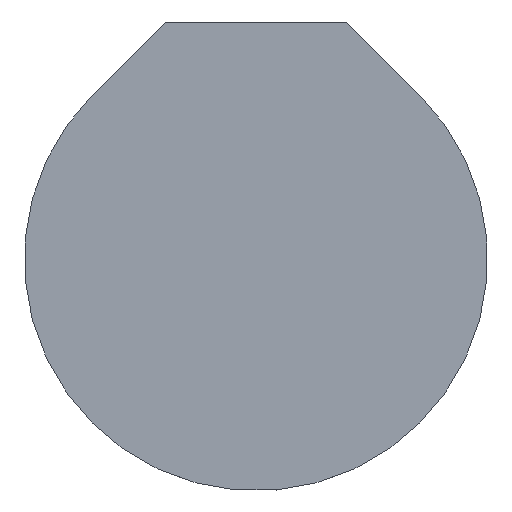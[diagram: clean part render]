
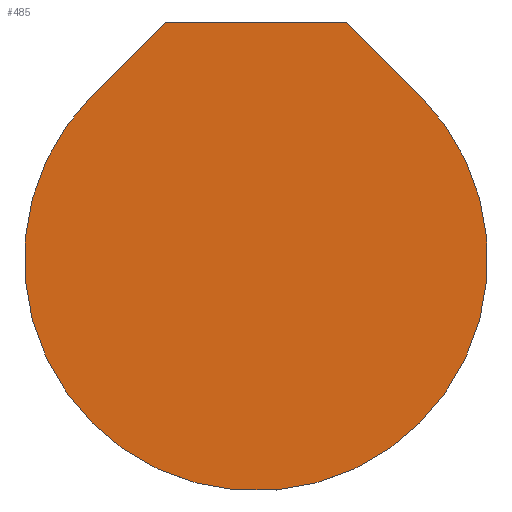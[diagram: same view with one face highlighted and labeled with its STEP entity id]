
A CAD part, top view. The second image highlights one B-rep face of the part: STEP entity #485.
In plain terms, the highlighted planar face has unit normal (0, 0, 1).
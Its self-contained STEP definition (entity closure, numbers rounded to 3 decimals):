
#31=CIRCLE('',#536,8.5);
#62=FACE_OUTER_BOUND('',#95,.T.);
#95=EDGE_LOOP('',(#421,#422,#423,#424));
#116=LINE('',#713,#168);
#118=LINE('',#717,#170);
#120=LINE('',#721,#172);
#168=VECTOR('',#580,10.);
#170=VECTOR('',#584,10.);
#172=VECTOR('',#588,10.);
#214=VERTEX_POINT('',#710);
#215=VERTEX_POINT('',#712);
#216=VERTEX_POINT('',#716);
#217=VERTEX_POINT('',#720);
#261=EDGE_CURVE('',#215,#214,#116,.T.);
#263=EDGE_CURVE('',#216,#215,#118,.T.);
#265=EDGE_CURVE('',#217,#216,#120,.T.);
#303=EDGE_CURVE('',#217,#214,#31,.T.);
#421=ORIENTED_EDGE('',*,*,#303,.F.);
#422=ORIENTED_EDGE('',*,*,#265,.T.);
#423=ORIENTED_EDGE('',*,*,#263,.T.);
#424=ORIENTED_EDGE('',*,*,#261,.T.);
#457=PLANE('',#535);
#485=ADVANCED_FACE('',(#62),#457,.T.);
#535=AXIS2_PLACEMENT_3D('',#807,#660,#661);
#536=AXIS2_PLACEMENT_3D('',#808,#662,#663);
#580=DIRECTION('',(-0.707,-0.707,0.));
#584=DIRECTION('',(-1.,0.,0.));
#588=DIRECTION('',(-0.707,0.707,0.));
#660=DIRECTION('center_axis',(0.,0.,1.));
#661=DIRECTION('ref_axis',(1.,0.,0.));
#662=DIRECTION('center_axis',(0.,0.,-1.));
#663=DIRECTION('ref_axis',(1.,0.,0.));
#710=CARTESIAN_POINT('',(-6.01,6.01,2.2));
#712=CARTESIAN_POINT('',(-3.321,8.7,2.2));
#713=CARTESIAN_POINT('',(-6.01,6.01,2.2));
#716=CARTESIAN_POINT('',(3.321,8.7,2.2));
#717=CARTESIAN_POINT('',(-3.321,8.7,2.2));
#720=CARTESIAN_POINT('',(6.01,6.01,2.2));
#721=CARTESIAN_POINT('',(3.321,8.7,2.2));
#807=CARTESIAN_POINT('Origin',(-8.5,0.,2.2));
#808=CARTESIAN_POINT('Origin',(0.,0.,2.2));
